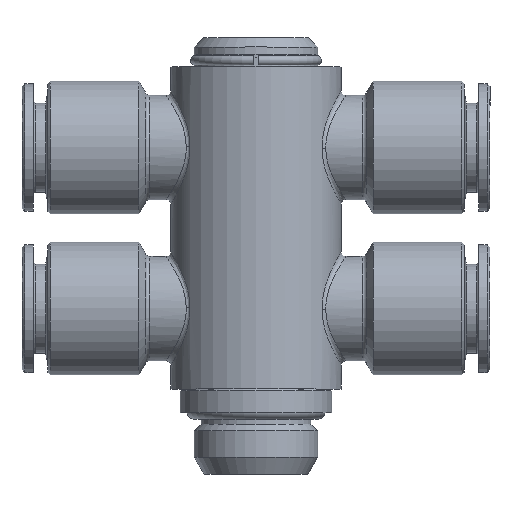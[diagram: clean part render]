
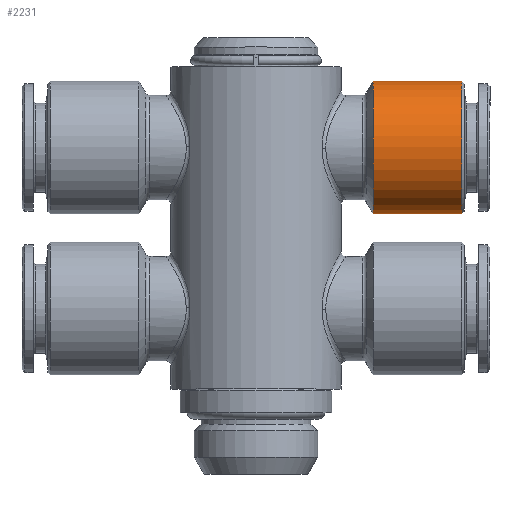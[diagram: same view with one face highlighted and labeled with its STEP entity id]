
A CAD part, top view. The second image highlights one B-rep face of the part: STEP entity #2231.
In plain terms, the highlighted cylindrical face has radius 7 mm (diameter 14 mm), a full revolution.
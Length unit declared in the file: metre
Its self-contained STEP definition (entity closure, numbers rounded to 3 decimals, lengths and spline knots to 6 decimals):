
#129=CYLINDRICAL_SURFACE('',#2399,0.007);
#256=ORIENTED_EDGE('',*,*,#578,.T.);
#257=ORIENTED_EDGE('',*,*,#579,.T.);
#578=EDGE_CURVE('',#740,#740,#866,.T.);
#579=EDGE_CURVE('',#741,#741,#867,.T.);
#740=VERTEX_POINT('',#3172);
#741=VERTEX_POINT('',#3174);
#866=CIRCLE('',#2400,0.007);
#867=CIRCLE('',#2401,0.007);
#977=EDGE_LOOP('',(#256));
#978=EDGE_LOOP('',(#257));
#1190=FACE_BOUND('',#977,.T.);
#1191=FACE_BOUND('',#978,.T.);
#2231=ADVANCED_FACE('',(#1190,#1191),#129,.T.);
#2399=AXIS2_PLACEMENT_3D('',#3170,#2700,#2701);
#2400=AXIS2_PLACEMENT_3D('',#3171,#2702,#2703);
#2401=AXIS2_PLACEMENT_3D('',#3173,#2704,#2705);
#2700=DIRECTION('',(-1.,0.,0.));
#2701=DIRECTION('',(0.,0.,1.));
#2702=DIRECTION('',(-1.,0.,0.));
#2703=DIRECTION('',(0.,0.,1.));
#2704=DIRECTION('',(1.,0.,0.));
#2705=DIRECTION('',(0.,0.,-1.));
#3170=CARTESIAN_POINT('',(0.,0.0345,0.));
#3171=CARTESIAN_POINT('',(0.0217,0.0345,0.));
#3172=CARTESIAN_POINT('',(0.0217,0.0345,0.007));
#3173=CARTESIAN_POINT('',(0.012366,0.0345,0.));
#3174=CARTESIAN_POINT('',(0.012366,0.0345,-0.007));
